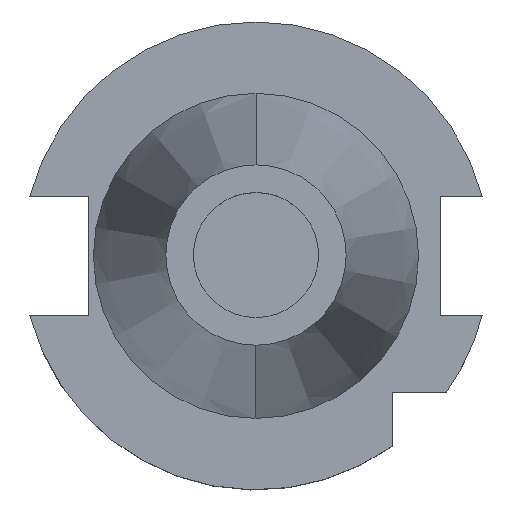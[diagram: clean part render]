
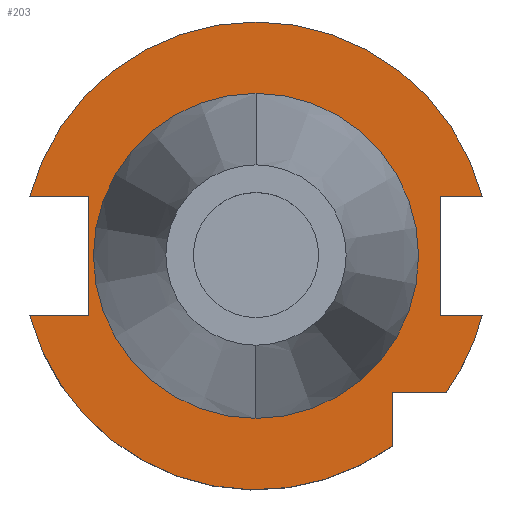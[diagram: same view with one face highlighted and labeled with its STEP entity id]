
A CAD part, top view. The second image highlights one B-rep face of the part: STEP entity #203.
In plain terms, the highlighted planar face has unit normal (0, 0, 1).
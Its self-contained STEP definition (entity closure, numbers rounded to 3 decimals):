
#89=FACE_BOUND('',#390,.T.);
#90=FACE_BOUND('',#391,.T.);
#145=PLANE('',#1579);
#203=ADVANCED_FACE('',(#89,#90),#145,.F.);
#390=EDGE_LOOP('',(#770,#771));
#391=EDGE_LOOP('',(#772,#773,#774,#775,#776,#777,#778,#779,#780,#781,#782));
#447=CIRCLE('',#1498,21.879);
#449=CIRCLE('',#1501,21.879);
#468=CIRCLE('',#1532,31.775);
#470=CIRCLE('',#1535,31.775);
#473=CIRCLE('',#1539,31.775);
#770=ORIENTED_EDGE('',*,*,#1104,.F.);
#771=ORIENTED_EDGE('',*,*,#1107,.F.);
#772=ORIENTED_EDGE('',*,*,#1212,.T.);
#773=ORIENTED_EDGE('',*,*,#1214,.F.);
#774=ORIENTED_EDGE('',*,*,#1141,.F.);
#775=ORIENTED_EDGE('',*,*,#1154,.F.);
#776=ORIENTED_EDGE('',*,*,#1209,.T.);
#777=ORIENTED_EDGE('',*,*,#1168,.F.);
#778=ORIENTED_EDGE('',*,*,#1150,.T.);
#779=ORIENTED_EDGE('',*,*,#1167,.T.);
#780=ORIENTED_EDGE('',*,*,#1215,.F.);
#781=ORIENTED_EDGE('',*,*,#1210,.F.);
#782=ORIENTED_EDGE('',*,*,#1159,.T.);
#956=VERTEX_POINT('',#2205);
#958=VERTEX_POINT('',#2208);
#985=VERTEX_POINT('',#2283);
#987=VERTEX_POINT('',#2286);
#993=VERTEX_POINT('',#2311);
#995=VERTEX_POINT('',#2314);
#997=VERTEX_POINT('',#2320);
#999=VERTEX_POINT('',#2326);
#1002=VERTEX_POINT('',#2331);
#1008=VERTEX_POINT('',#2356);
#1009=VERTEX_POINT('',#2360);
#1030=VERTEX_POINT('',#2483);
#1031=VERTEX_POINT('',#2487);
#1104=EDGE_CURVE('',#956,#958,#447,.T.);
#1107=EDGE_CURVE('',#958,#956,#449,.T.);
#1141=EDGE_CURVE('',#985,#987,#1301,.T.);
#1150=EDGE_CURVE('',#995,#993,#468,.T.);
#1154=EDGE_CURVE('',#997,#985,#470,.T.);
#1159=EDGE_CURVE('',#999,#1002,#473,.T.);
#1167=EDGE_CURVE('',#993,#1008,#1317,.T.);
#1168=EDGE_CURVE('',#995,#1009,#1318,.T.);
#1209=EDGE_CURVE('',#997,#1009,#1336,.T.);
#1210=EDGE_CURVE('',#999,#1030,#1337,.T.);
#1212=EDGE_CURVE('',#1002,#1031,#1339,.T.);
#1214=EDGE_CURVE('',#987,#1031,#1341,.T.);
#1215=EDGE_CURVE('',#1030,#1008,#1342,.T.);
#1301=LINE('',#2285,#1386);
#1317=LINE('',#2357,#1402);
#1318=LINE('',#2359,#1403);
#1336=LINE('',#2480,#1421);
#1337=LINE('',#2482,#1422);
#1339=LINE('',#2486,#1424);
#1341=LINE('',#2490,#1426);
#1342=LINE('',#2491,#1427);
#1386=VECTOR('',#1798,1.);
#1402=VECTOR('',#1834,1.);
#1403=VECTOR('',#1837,1.);
#1421=VECTOR('',#1923,1.);
#1422=VECTOR('',#1926,1.);
#1424=VECTOR('',#1930,1.);
#1426=VECTOR('',#1934,1.);
#1427=VECTOR('',#1935,1.);
#1498=AXIS2_PLACEMENT_3D('',#2207,#1716,#1717);
#1501=AXIS2_PLACEMENT_3D('',#2213,#1723,#1724);
#1532=AXIS2_PLACEMENT_3D('',#2313,#1807,#1808);
#1535=AXIS2_PLACEMENT_3D('',#2322,#1815,#1816);
#1539=AXIS2_PLACEMENT_3D('',#2332,#1825,#1826);
#1579=AXIS2_PLACEMENT_3D('',#2492,#1936,#1937);
#1716=DIRECTION('',(0.,0.,1.));
#1717=DIRECTION('',(-1.,0.,0.));
#1723=DIRECTION('',(0.,0.,1.));
#1724=DIRECTION('',(-1.,0.,0.));
#1798=DIRECTION('',(1.,0.,0.));
#1807=DIRECTION('',(0.,0.,1.));
#1808=DIRECTION('',(-1.,0.,0.));
#1815=DIRECTION('',(0.,0.,-1.));
#1816=DIRECTION('',(-1.,0.,0.));
#1825=DIRECTION('',(0.,0.,1.));
#1826=DIRECTION('',(-1.,0.,0.));
#1834=DIRECTION('',(-1.,0.,0.));
#1837=DIRECTION('',(-1.,0.,0.));
#1923=DIRECTION('',(0.,1.,0.));
#1926=DIRECTION('',(-1.,0.,0.));
#1930=DIRECTION('',(1.,0.,0.));
#1934=DIRECTION('',(0.,1.,0.));
#1935=DIRECTION('',(0.,-1.,0.));
#1936=DIRECTION('',(0.,0.,-1.));
#1937=DIRECTION('',(0.,1.,0.));
#2205=CARTESIAN_POINT('',(0.,-21.879,-1.));
#2207=CARTESIAN_POINT('',(0.,0.,-1.));
#2208=CARTESIAN_POINT('',(0.,21.879,-1.));
#2213=CARTESIAN_POINT('',(0.,0.,-1.));
#2283=CARTESIAN_POINT('',(-30.738,-8.05,-1.));
#2285=CARTESIAN_POINT('',(-29.704,-8.05,-1.));
#2286=CARTESIAN_POINT('',(-22.7,-8.05,-1.));
#2311=CARTESIAN_POINT('',(30.738,-8.05,-1.));
#2313=CARTESIAN_POINT('',(0.,0.,-1.));
#2314=CARTESIAN_POINT('',(25.834,-18.5,-1.));
#2320=CARTESIAN_POINT('',(18.5,-25.834,-1.));
#2322=CARTESIAN_POINT('',(0.,0.,-1.));
#2326=CARTESIAN_POINT('',(30.738,8.05,-1.));
#2331=CARTESIAN_POINT('',(-30.738,8.05,-1.));
#2332=CARTESIAN_POINT('',(0.,0.,-1.));
#2356=CARTESIAN_POINT('',(25.,-8.05,-1.));
#2357=CARTESIAN_POINT('',(29.704,-8.05,-1.));
#2359=CARTESIAN_POINT('',(24.594,-18.5,-1.));
#2360=CARTESIAN_POINT('',(18.5,-18.5,-1.));
#2480=CARTESIAN_POINT('',(18.5,-24.594,-1.));
#2482=CARTESIAN_POINT('',(29.704,8.05,-1.));
#2483=CARTESIAN_POINT('',(25.,8.05,-1.));
#2486=CARTESIAN_POINT('',(-29.704,8.05,-1.));
#2487=CARTESIAN_POINT('',(-22.7,8.05,-1.));
#2490=CARTESIAN_POINT('',(-22.7,-8.05,-1.));
#2491=CARTESIAN_POINT('',(25.,8.05,-1.));
#2492=CARTESIAN_POINT('',(0.,0.,-1.));
